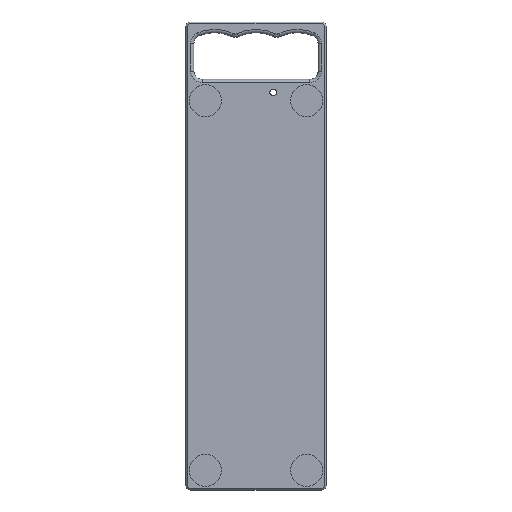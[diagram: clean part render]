
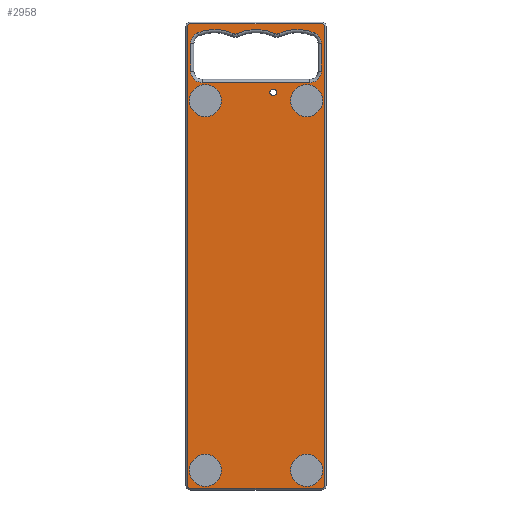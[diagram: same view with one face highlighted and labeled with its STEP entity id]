
A CAD part, front view. The second image highlights one B-rep face of the part: STEP entity #2958.
In plain terms, the highlighted planar face has unit normal (0, -1, 0).
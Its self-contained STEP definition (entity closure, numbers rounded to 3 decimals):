
#40=FACE_BOUND('',#556,.T.);
#41=FACE_BOUND('',#557,.T.);
#42=FACE_BOUND('',#558,.T.);
#43=FACE_BOUND('',#559,.T.);
#44=FACE_BOUND('',#560,.T.);
#45=FACE_BOUND('',#561,.T.);
#82=CIRCLE('',#3148,2.);
#84=CIRCLE('',#3152,2.);
#86=CIRCLE('',#3156,2.);
#88=CIRCLE('',#3160,2.);
#96=CIRCLE('',#3173,7.);
#97=CIRCLE('',#3174,27.);
#98=CIRCLE('',#3175,3.);
#99=CIRCLE('',#3176,26.988);
#100=CIRCLE('',#3177,3.);
#101=CIRCLE('',#3178,27.);
#102=CIRCLE('',#3179,7.);
#103=CIRCLE('',#3180,7.);
#104=CIRCLE('',#3181,7.);
#105=CIRCLE('',#3182,2.);
#106=CIRCLE('',#3183,9.775);
#107=CIRCLE('',#3184,9.775);
#108=CIRCLE('',#3185,9.775);
#109=CIRCLE('',#3186,9.775);
#376=FACE_OUTER_BOUND('',#555,.T.);
#555=EDGE_LOOP('',(#2061,#2062,#2063,#2064,#2065,#2066,#2067,#2068));
#556=EDGE_LOOP('',(#2069,#2070,#2071,#2072,#2073,#2074,#2075,#2076,#2077,
#2078,#2079,#2080));
#557=EDGE_LOOP('',(#2081));
#558=EDGE_LOOP('',(#2082));
#559=EDGE_LOOP('',(#2083));
#560=EDGE_LOOP('',(#2084));
#561=EDGE_LOOP('',(#2085));
#748=LINE('',#4571,#993);
#753=LINE('',#4585,#998);
#757=LINE('',#4597,#1002);
#761=LINE('',#4609,#1006);
#774=LINE('',#4651,#1019);
#775=LINE('',#4667,#1020);
#776=LINE('',#4671,#1021);
#993=VECTOR('',#3564,10.);
#998=VECTOR('',#3577,10.);
#1002=VECTOR('',#3589,10.);
#1006=VECTOR('',#3601,10.);
#1019=VECTOR('',#3642,10.);
#1020=VECTOR('',#3657,10.);
#1021=VECTOR('',#3660,10.);
#1238=VERTEX_POINT('',#4568);
#1239=VERTEX_POINT('',#4570);
#1242=VERTEX_POINT('',#4577);
#1244=VERTEX_POINT('',#4583);
#1246=VERTEX_POINT('',#4589);
#1248=VERTEX_POINT('',#4595);
#1250=VERTEX_POINT('',#4601);
#1252=VERTEX_POINT('',#4607);
#1266=VERTEX_POINT('',#4649);
#1267=VERTEX_POINT('',#4650);
#1268=VERTEX_POINT('',#4652);
#1269=VERTEX_POINT('',#4654);
#1270=VERTEX_POINT('',#4656);
#1271=VERTEX_POINT('',#4658);
#1272=VERTEX_POINT('',#4660);
#1273=VERTEX_POINT('',#4662);
#1274=VERTEX_POINT('',#4664);
#1275=VERTEX_POINT('',#4666);
#1276=VERTEX_POINT('',#4668);
#1277=VERTEX_POINT('',#4670);
#1278=VERTEX_POINT('',#4673);
#1279=VERTEX_POINT('',#4675);
#1280=VERTEX_POINT('',#4677);
#1281=VERTEX_POINT('',#4679);
#1282=VERTEX_POINT('',#4681);
#1537=EDGE_CURVE('',#1238,#1239,#748,.T.);
#1541=EDGE_CURVE('',#1242,#1238,#82,.T.);
#1544=EDGE_CURVE('',#1244,#1242,#753,.T.);
#1547=EDGE_CURVE('',#1246,#1244,#84,.T.);
#1550=EDGE_CURVE('',#1248,#1246,#757,.T.);
#1553=EDGE_CURVE('',#1250,#1248,#86,.T.);
#1556=EDGE_CURVE('',#1252,#1250,#761,.T.);
#1558=EDGE_CURVE('',#1239,#1252,#88,.T.);
#1577=EDGE_CURVE('',#1266,#1267,#774,.T.);
#1578=EDGE_CURVE('',#1268,#1266,#96,.T.);
#1579=EDGE_CURVE('',#1269,#1268,#97,.T.);
#1580=EDGE_CURVE('',#1270,#1269,#98,.T.);
#1581=EDGE_CURVE('',#1271,#1270,#99,.T.);
#1582=EDGE_CURVE('',#1272,#1271,#100,.T.);
#1583=EDGE_CURVE('',#1273,#1272,#101,.T.);
#1584=EDGE_CURVE('',#1274,#1273,#102,.T.);
#1585=EDGE_CURVE('',#1275,#1274,#775,.T.);
#1586=EDGE_CURVE('',#1276,#1275,#103,.T.);
#1587=EDGE_CURVE('',#1277,#1276,#776,.T.);
#1588=EDGE_CURVE('',#1267,#1277,#104,.T.);
#1589=EDGE_CURVE('',#1278,#1278,#105,.T.);
#1590=EDGE_CURVE('',#1279,#1279,#106,.T.);
#1591=EDGE_CURVE('',#1280,#1280,#107,.T.);
#1592=EDGE_CURVE('',#1281,#1281,#108,.T.);
#1593=EDGE_CURVE('',#1282,#1282,#109,.T.);
#2061=ORIENTED_EDGE('',*,*,#1537,.F.);
#2062=ORIENTED_EDGE('',*,*,#1541,.F.);
#2063=ORIENTED_EDGE('',*,*,#1544,.F.);
#2064=ORIENTED_EDGE('',*,*,#1547,.F.);
#2065=ORIENTED_EDGE('',*,*,#1550,.F.);
#2066=ORIENTED_EDGE('',*,*,#1553,.F.);
#2067=ORIENTED_EDGE('',*,*,#1556,.F.);
#2068=ORIENTED_EDGE('',*,*,#1558,.F.);
#2069=ORIENTED_EDGE('',*,*,#1577,.F.);
#2070=ORIENTED_EDGE('',*,*,#1578,.F.);
#2071=ORIENTED_EDGE('',*,*,#1579,.F.);
#2072=ORIENTED_EDGE('',*,*,#1580,.F.);
#2073=ORIENTED_EDGE('',*,*,#1581,.F.);
#2074=ORIENTED_EDGE('',*,*,#1582,.F.);
#2075=ORIENTED_EDGE('',*,*,#1583,.F.);
#2076=ORIENTED_EDGE('',*,*,#1584,.F.);
#2077=ORIENTED_EDGE('',*,*,#1585,.F.);
#2078=ORIENTED_EDGE('',*,*,#1586,.F.);
#2079=ORIENTED_EDGE('',*,*,#1587,.F.);
#2080=ORIENTED_EDGE('',*,*,#1588,.F.);
#2081=ORIENTED_EDGE('',*,*,#1589,.T.);
#2082=ORIENTED_EDGE('',*,*,#1590,.T.);
#2083=ORIENTED_EDGE('',*,*,#1591,.T.);
#2084=ORIENTED_EDGE('',*,*,#1592,.T.);
#2085=ORIENTED_EDGE('',*,*,#1593,.T.);
#2882=PLANE('',#3172);
#2958=ADVANCED_FACE('',(#376,#40,#41,#42,#43,#44,#45),#2882,.T.);
#3148=AXIS2_PLACEMENT_3D('',#4579,#3570,#3571);
#3152=AXIS2_PLACEMENT_3D('',#4591,#3582,#3583);
#3156=AXIS2_PLACEMENT_3D('',#4603,#3594,#3595);
#3160=AXIS2_PLACEMENT_3D('',#4612,#3605,#3606);
#3172=AXIS2_PLACEMENT_3D('',#4648,#3640,#3641);
#3173=AXIS2_PLACEMENT_3D('',#4653,#3643,#3644);
#3174=AXIS2_PLACEMENT_3D('',#4655,#3645,#3646);
#3175=AXIS2_PLACEMENT_3D('',#4657,#3647,#3648);
#3176=AXIS2_PLACEMENT_3D('',#4659,#3649,#3650);
#3177=AXIS2_PLACEMENT_3D('',#4661,#3651,#3652);
#3178=AXIS2_PLACEMENT_3D('',#4663,#3653,#3654);
#3179=AXIS2_PLACEMENT_3D('',#4665,#3655,#3656);
#3180=AXIS2_PLACEMENT_3D('',#4669,#3658,#3659);
#3181=AXIS2_PLACEMENT_3D('',#4672,#3661,#3662);
#3182=AXIS2_PLACEMENT_3D('',#4674,#3663,#3664);
#3183=AXIS2_PLACEMENT_3D('',#4676,#3665,#3666);
#3184=AXIS2_PLACEMENT_3D('',#4678,#3667,#3668);
#3185=AXIS2_PLACEMENT_3D('',#4680,#3669,#3670);
#3186=AXIS2_PLACEMENT_3D('',#4682,#3671,#3672);
#3564=DIRECTION('',(1.,0.,0.));
#3570=DIRECTION('center_axis',(0.,1.,0.));
#3571=DIRECTION('ref_axis',(-0.707,0.,0.707));
#3577=DIRECTION('',(0.,0.,1.));
#3582=DIRECTION('center_axis',(0.,1.,0.));
#3583=DIRECTION('ref_axis',(-0.707,0.,-0.707));
#3589=DIRECTION('',(-1.,0.,0.));
#3594=DIRECTION('center_axis',(0.,1.,0.));
#3595=DIRECTION('ref_axis',(0.707,0.,-0.707));
#3601=DIRECTION('',(0.,0.,-1.));
#3605=DIRECTION('center_axis',(0.,1.,0.));
#3606=DIRECTION('ref_axis',(0.707,0.,0.707));
#3640=DIRECTION('center_axis',(0.,-1.,0.));
#3641=DIRECTION('ref_axis',(0.,0.,-1.));
#3642=DIRECTION('',(0.,0.,-1.));
#3643=DIRECTION('center_axis',(0.,-1.,0.));
#3644=DIRECTION('ref_axis',(-0.831,0.,0.556));
#3645=DIRECTION('center_axis',(0.,-1.,0.));
#3646=DIRECTION('ref_axis',(0.022,0.,1.));
#3647=DIRECTION('center_axis',(0.,1.,0.));
#3648=DIRECTION('ref_axis',(0.,0.,
-1.));
#3649=DIRECTION('center_axis',(0.,-1.,0.));
#3650=DIRECTION('ref_axis',(0.,0.,
1.));
#3651=DIRECTION('center_axis',(0.,1.,0.));
#3652=DIRECTION('ref_axis',(0.,0.,
-1.));
#3653=DIRECTION('center_axis',(0.,-1.,0.));
#3654=DIRECTION('ref_axis',(-0.022,0.,1.));
#3655=DIRECTION('center_axis',(0.,-1.,0.));
#3656=DIRECTION('ref_axis',(0.831,0.,0.556));
#3657=DIRECTION('',(0.,0.,1.));
#3658=DIRECTION('center_axis',(0.,-1.,0.));
#3659=DIRECTION('ref_axis',(0.707,0.,-0.707));
#3660=DIRECTION('',(1.,0.,0.));
#3661=DIRECTION('center_axis',(0.,-1.,0.));
#3662=DIRECTION('ref_axis',(-0.707,0.,-0.707));
#3663=DIRECTION('center_axis',(0.,1.,0.));
#3664=DIRECTION('ref_axis',(-1.,0.,0.));
#3665=DIRECTION('center_axis',(0.,1.,0.));
#3666=DIRECTION('ref_axis',(1.,0.,0.));
#3667=DIRECTION('center_axis',(0.,1.,0.));
#3668=DIRECTION('ref_axis',(1.,0.,0.));
#3669=DIRECTION('center_axis',(0.,1.,0.));
#3670=DIRECTION('ref_axis',(1.,0.,0.));
#3671=DIRECTION('center_axis',(0.,1.,0.));
#3672=DIRECTION('ref_axis',(1.,0.,0.));
#4568=CARTESIAN_POINT('',(36.666,22.627,37.05));
#4570=CARTESIAN_POINT('',(116.416,22.627,37.05));
#4571=CARTESIAN_POINT('',(76.541,22.627,37.05));
#4577=CARTESIAN_POINT('',(34.666,22.627,35.05));
#4579=CARTESIAN_POINT('Origin',(36.666,22.627,35.05));
#4583=CARTESIAN_POINT('',(34.666,22.627,-244.45));
#4585=CARTESIAN_POINT('',(34.666,22.627,-122.2));
#4589=CARTESIAN_POINT('',(36.666,22.627,-246.45));
#4591=CARTESIAN_POINT('Origin',(36.666,22.627,-244.45));
#4595=CARTESIAN_POINT('',(116.416,22.627,-246.45));
#4597=CARTESIAN_POINT('',(76.541,22.627,-246.45));
#4601=CARTESIAN_POINT('',(118.416,22.627,-244.45));
#4603=CARTESIAN_POINT('Origin',(116.416,22.627,-244.45));
#4607=CARTESIAN_POINT('',(118.416,22.627,35.05));
#4609=CARTESIAN_POINT('',(118.416,22.627,-122.2));
#4612=CARTESIAN_POINT('Origin',(116.416,22.627,35.05));
#4648=CARTESIAN_POINT('Origin',(76.541,22.627,-122.2));
#4649=CARTESIAN_POINT('',(36.666,22.627,24.961));
#4650=CARTESIAN_POINT('',(36.666,22.627,8.05));
#4651=CARTESIAN_POINT('',(36.666,22.627,-47.075));
#4652=CARTESIAN_POINT('',(40.997,22.627,31.433));
#4653=CARTESIAN_POINT('Origin',(43.666,22.627,24.961));
#4654=CARTESIAN_POINT('',(62.653,22.627,30.965));
#4655=CARTESIAN_POINT('Origin',(51.291,22.627,6.472));
#4656=CARTESIAN_POINT('',(65.179,22.627,30.965));
#4657=CARTESIAN_POINT('Origin',(63.916,22.627,33.686));
#4658=CARTESIAN_POINT('',(87.904,22.627,30.965));
#4659=CARTESIAN_POINT('Origin',(76.541,22.627,6.486));
#4660=CARTESIAN_POINT('',(90.429,22.627,30.965));
#4661=CARTESIAN_POINT('Origin',(89.167,22.627,33.686));
#4662=CARTESIAN_POINT('',(112.085,22.627,31.433));
#4663=CARTESIAN_POINT('Origin',(101.791,22.627,6.472));
#4664=CARTESIAN_POINT('',(116.416,22.627,24.961));
#4665=CARTESIAN_POINT('Origin',(109.416,22.627,24.961));
#4666=CARTESIAN_POINT('',(116.416,22.627,8.05));
#4667=CARTESIAN_POINT('',(116.416,22.627,-47.075));
#4668=CARTESIAN_POINT('',(109.416,22.627,1.05));
#4669=CARTESIAN_POINT('Origin',(109.416,22.627,8.05));
#4670=CARTESIAN_POINT('',(43.666,22.627,1.05));
#4671=CARTESIAN_POINT('',(76.541,22.627,1.05));
#4672=CARTESIAN_POINT('Origin',(43.666,22.627,8.05));
#4673=CARTESIAN_POINT('',(89.016,22.627,-4.95));
#4674=CARTESIAN_POINT('Origin',(87.016,22.627,-4.95));
#4675=CARTESIAN_POINT('',(35.891,22.627,-235.45));
#4676=CARTESIAN_POINT('Origin',(45.666,22.627,-235.45));
#4677=CARTESIAN_POINT('',(97.641,22.627,-235.45));
#4678=CARTESIAN_POINT('Origin',(107.416,22.627,-235.45));
#4679=CARTESIAN_POINT('',(35.891,22.627,-9.95));
#4680=CARTESIAN_POINT('Origin',(45.666,22.627,-9.95));
#4681=CARTESIAN_POINT('',(97.641,22.627,-9.95));
#4682=CARTESIAN_POINT('Origin',(107.416,22.627,-9.95));
